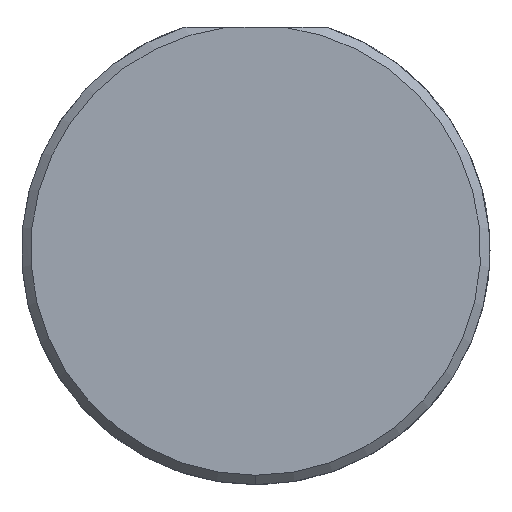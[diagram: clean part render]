
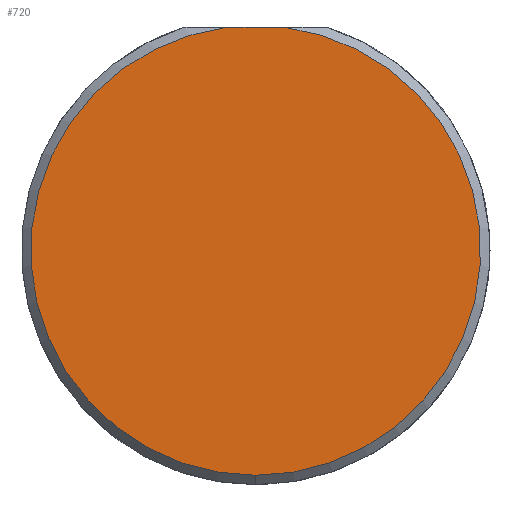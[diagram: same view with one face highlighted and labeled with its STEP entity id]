
A CAD part, left-side view. The second image highlights one B-rep face of the part: STEP entity #720.
In plain terms, the highlighted planar face has unit normal (-1, 0, 0).
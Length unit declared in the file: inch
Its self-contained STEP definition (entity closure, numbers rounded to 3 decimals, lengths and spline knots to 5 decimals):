
#17 = AXIS2_PLACEMENT_3D ( 'NONE', #639, #581, #645 ) ;
#170 = AXIS2_PLACEMENT_3D ( 'NONE', #313, #551, #370 ) ;
#196 = FACE_OUTER_BOUND ( 'NONE', #343, .T. ) ;
#205 = CARTESIAN_POINT ( 'NONE',  ( 0., 0., -0.23985 ) ) ;
#221 = CIRCLE ( 'NONE', #170, 0.23985 ) ;
#313 = CARTESIAN_POINT ( 'NONE',  ( 0., 0., 0. ) ) ;
#324 = AXIS2_PLACEMENT_3D ( 'NONE', #764, #588, #517 ) ;
#335 = CARTESIAN_POINT ( 'NONE',  ( 0., 0.03091, 0.23785 ) ) ;
#343 = EDGE_LOOP ( 'NONE', ( #399, #520, #436 ) ) ;
#344 = VERTEX_POINT ( 'NONE', #205 ) ;
#353 = CIRCLE ( 'NONE', #17, 0.23985 ) ;
#370 = DIRECTION ( 'NONE',  ( 0., 0., -1. ) ) ;
#397 = EDGE_CURVE ( 'NONE', #344, #474, #353, .T. ) ;
#398 = DIRECTION ( 'NONE',  ( 0., 1., 0. ) ) ;
#399 = ORIENTED_EDGE ( 'NONE', *, *, #445, .T. ) ;
#436 = ORIENTED_EDGE ( 'NONE', *, *, #397, .T. ) ;
#445 = EDGE_CURVE ( 'NONE', #474, #714, #457, .T. ) ;
#457 = LINE ( 'NONE', #716, #521 ) ;
#474 = VERTEX_POINT ( 'NONE', #666 ) ;
#517 = DIRECTION ( 'NONE',  ( 0., 0., -1. ) ) ;
#520 = ORIENTED_EDGE ( 'NONE', *, *, #615, .T. ) ;
#521 = VECTOR ( 'NONE', #398, 39.37008 ) ;
#551 = DIRECTION ( 'NONE',  ( -1., 0., 0. ) ) ;
#581 = DIRECTION ( 'NONE',  ( -1., 0., 0. ) ) ;
#588 = DIRECTION ( 'NONE',  ( 1., 0., 0. ) ) ;
#615 = EDGE_CURVE ( 'NONE', #714, #344, #221, .T. ) ;
#639 = CARTESIAN_POINT ( 'NONE',  ( 0., 0., 0. ) ) ;
#645 = DIRECTION ( 'NONE',  ( 0., 0., -1. ) ) ;
#666 = CARTESIAN_POINT ( 'NONE',  ( 0., -0.03091, 0.23785 ) ) ;
#714 = VERTEX_POINT ( 'NONE', #335 ) ;
#716 = CARTESIAN_POINT ( 'NONE',  ( 0., 0.24985, 0.23785 ) ) ;
#720 = ADVANCED_FACE ( 'NONE', ( #196 ), #775, .F. ) ;
#764 = CARTESIAN_POINT ( 'NONE',  ( 0., 0., 0. ) ) ;
#775 = PLANE ( 'NONE',  #324 ) ;
